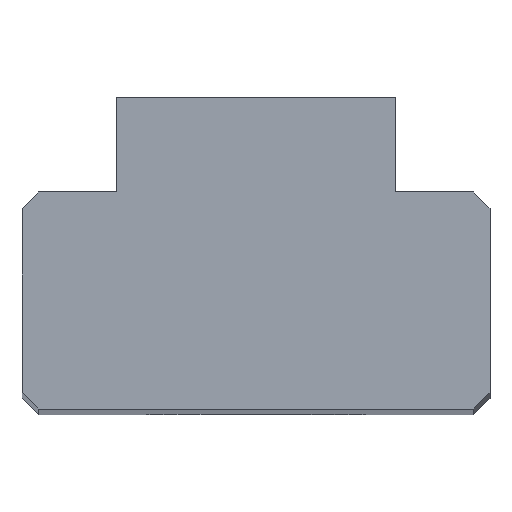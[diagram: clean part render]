
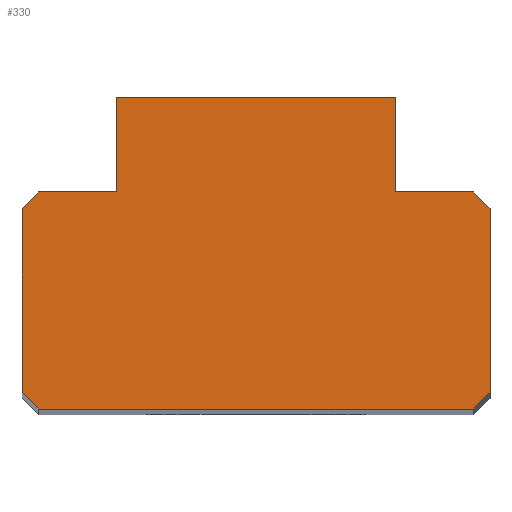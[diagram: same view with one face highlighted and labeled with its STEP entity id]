
A CAD part, top view. The second image highlights one B-rep face of the part: STEP entity #330.
In plain terms, the highlighted planar face has unit normal (0, 0, 1).
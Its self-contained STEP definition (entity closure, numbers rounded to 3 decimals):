
#42=FACE_OUTER_BOUND('',#62,.T.);
#62=EDGE_LOOP('',(#289,#290,#291,#292,#293,#294,#295,#296,#297,#298,#299,
#300));
#63=LINE('',#461,#101);
#69=LINE('',#472,#107);
#80=LINE('',#496,#118);
#84=LINE('',#502,#122);
#85=LINE('',#506,#123);
#88=LINE('',#510,#126);
#89=LINE('',#513,#127);
#94=LINE('',#535,#132);
#96=LINE('',#538,#134);
#97=LINE('',#540,#135);
#98=LINE('',#543,#136);
#100=LINE('',#546,#138);
#101=VECTOR('',#377,10.);
#107=VECTOR('',#385,10.);
#118=VECTOR('',#400,10.);
#122=VECTOR('',#406,10.);
#123=VECTOR('',#409,10.);
#126=VECTOR('',#414,10.);
#127=VECTOR('',#417,10.);
#132=VECTOR('',#440,10.);
#134=VECTOR('',#444,10.);
#135=VECTOR('',#447,10.);
#136=VECTOR('',#450,10.);
#138=VECTOR('',#454,10.);
#139=VERTEX_POINT('',#459);
#140=VERTEX_POINT('',#460);
#144=VERTEX_POINT('',#470);
#154=VERTEX_POINT('',#494);
#155=VERTEX_POINT('',#495);
#156=VERTEX_POINT('',#500);
#157=VERTEX_POINT('',#504);
#158=VERTEX_POINT('',#505);
#159=VERTEX_POINT('',#512);
#166=VERTEX_POINT('',#532);
#167=VERTEX_POINT('',#534);
#168=VERTEX_POINT('',#542);
#169=EDGE_CURVE('',#139,#140,#63,.T.);
#175=EDGE_CURVE('',#139,#144,#69,.T.);
#186=EDGE_CURVE('',#154,#155,#80,.T.);
#190=EDGE_CURVE('',#154,#156,#84,.T.);
#191=EDGE_CURVE('',#157,#158,#85,.T.);
#194=EDGE_CURVE('',#157,#140,#88,.T.);
#195=EDGE_CURVE('',#159,#156,#89,.T.);
#206=EDGE_CURVE('',#167,#166,#94,.T.);
#208=EDGE_CURVE('',#144,#167,#96,.T.);
#209=EDGE_CURVE('',#159,#158,#97,.T.);
#210=EDGE_CURVE('',#168,#155,#98,.T.);
#212=EDGE_CURVE('',#166,#168,#100,.T.);
#289=ORIENTED_EDGE('',*,*,#169,.F.);
#290=ORIENTED_EDGE('',*,*,#175,.T.);
#291=ORIENTED_EDGE('',*,*,#208,.T.);
#292=ORIENTED_EDGE('',*,*,#206,.T.);
#293=ORIENTED_EDGE('',*,*,#212,.T.);
#294=ORIENTED_EDGE('',*,*,#210,.T.);
#295=ORIENTED_EDGE('',*,*,#186,.F.);
#296=ORIENTED_EDGE('',*,*,#190,.T.);
#297=ORIENTED_EDGE('',*,*,#195,.F.);
#298=ORIENTED_EDGE('',*,*,#209,.T.);
#299=ORIENTED_EDGE('',*,*,#191,.F.);
#300=ORIENTED_EDGE('',*,*,#194,.T.);
#314=PLANE('',#372);
#330=ADVANCED_FACE('',(#42),#314,.T.);
#372=AXIS2_PLACEMENT_3D('',#547,#455,#456);
#377=DIRECTION('',(0.707,-0.707,0.));
#385=DIRECTION('',(-1.,0.,0.));
#400=DIRECTION('',(0.707,0.707,0.));
#406=DIRECTION('',(0.,-1.,0.));
#409=DIRECTION('',(-0.707,-0.707,0.));
#414=DIRECTION('',(0.,1.,0.));
#417=DIRECTION('',(-0.707,0.707,0.));
#440=DIRECTION('',(-1.,0.,0.));
#444=DIRECTION('',(0.,1.,0.));
#447=DIRECTION('',(1.,0.,0.));
#450=DIRECTION('',(-1.,0.,0.));
#454=DIRECTION('',(0.,-1.,0.));
#455=DIRECTION('center_axis',(0.,0.,1.));
#456=DIRECTION('ref_axis',(1.,0.,0.));
#459=CARTESIAN_POINT('',(3.2,3.2,50.));
#460=CARTESIAN_POINT('',(3.45,2.95,50.));
#461=CARTESIAN_POINT('',(2.688,3.713,50.));
#470=CARTESIAN_POINT('',(2.05,3.2,50.));
#472=CARTESIAN_POINT('',(3.45,3.2,50.));
#494=CARTESIAN_POINT('',(-3.45,2.95,50.));
#495=CARTESIAN_POINT('',(-3.2,3.2,50.));
#496=CARTESIAN_POINT('',(-2.688,3.713,50.));
#500=CARTESIAN_POINT('',(-3.45,0.25,50.));
#502=CARTESIAN_POINT('',(-3.45,3.2,50.));
#504=CARTESIAN_POINT('',(3.45,0.25,50.));
#505=CARTESIAN_POINT('',(3.2,0.,50.));
#506=CARTESIAN_POINT('',(3.038,-0.163,50.));
#510=CARTESIAN_POINT('',(3.45,0.,50.));
#512=CARTESIAN_POINT('',(-3.2,0.,50.));
#513=CARTESIAN_POINT('',(-3.038,-0.163,50.));
#532=CARTESIAN_POINT('',(-2.05,4.6,50.));
#534=CARTESIAN_POINT('',(2.05,4.6,50.));
#535=CARTESIAN_POINT('',(2.05,4.6,50.));
#538=CARTESIAN_POINT('',(2.05,3.2,50.));
#540=CARTESIAN_POINT('',(-3.45,0.,50.));
#542=CARTESIAN_POINT('',(-2.05,3.2,50.));
#543=CARTESIAN_POINT('',(3.45,3.2,50.));
#546=CARTESIAN_POINT('',(-2.05,4.6,50.));
#547=CARTESIAN_POINT('Origin',(0.,2.3,50.));
